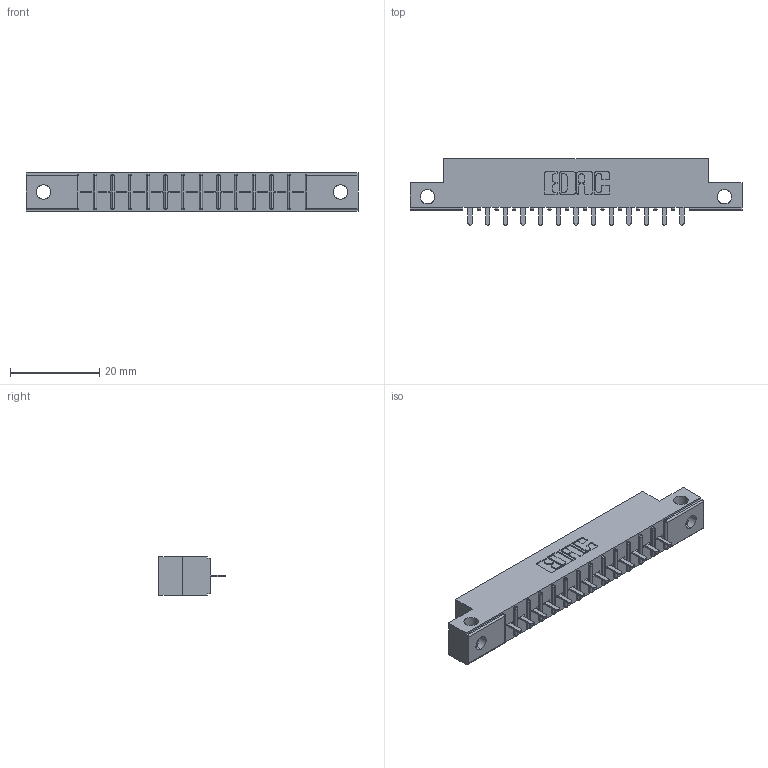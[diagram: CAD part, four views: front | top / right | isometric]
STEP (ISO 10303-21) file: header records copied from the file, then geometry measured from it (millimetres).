
FILE_DESCRIPTION (( 'STEP AP203' ), '1' );
FILE_NAME ('316-013-521-112.STEP', '2020-09-20T20:34:59', ( '' ), ( '' ), 'SwSTEP 2.0', 'SolidWorks 2020', '' );
FILE_SCHEMA (( 'CONFIG_CONTROL_DESIGN' ));
Length unit declared in the file: inch
Products named in the file (3): 316-013-521-112; 306 Part_.128 Dia; 306-290-001_121
Assembly tree (14 placements, depth 2):
  316-013-521-112
    306 Part_.128 Dia
    306-290-001_121  x13
Bounding box: 74.52 x 14.88 x 8.71 mm (x, y, z)
Volume: 4908.9 mm3; surface area: 6819.5 mm2
Topology: 14 solids, 14 shells, 1038 faces, 2913 edges, 1866 vertices
Faces by surface type: plane 679, cylinder 307, sphere 52
Entity records: 16242 total; most frequent: CARTESIAN_POINT 2770, ORIENTED_EDGE 2698, DIRECTION 2673, EDGE_CURVE 1349, VECTOR 1023, LINE 1023, VERTEX_POINT 858, AXIS2_PLACEMENT_3D 825
